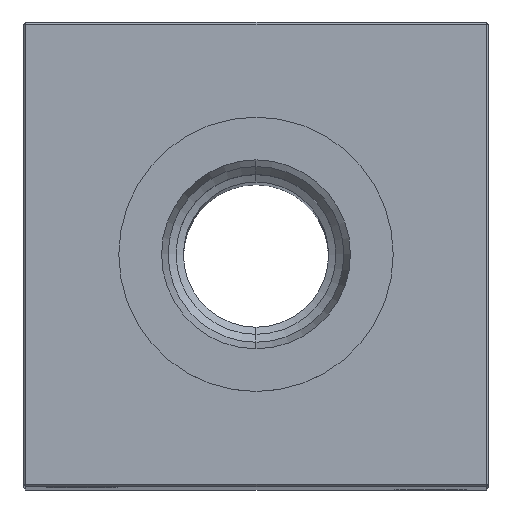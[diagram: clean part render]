
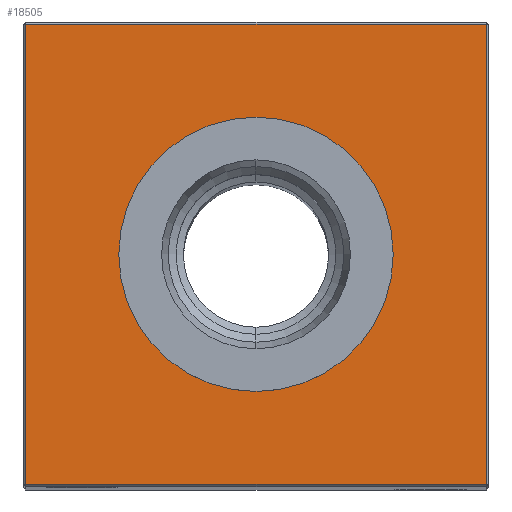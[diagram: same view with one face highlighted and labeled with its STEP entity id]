
A CAD part, top view. The second image highlights one B-rep face of the part: STEP entity #18505.
In plain terms, the highlighted planar face has unit normal (0, 0, 1).
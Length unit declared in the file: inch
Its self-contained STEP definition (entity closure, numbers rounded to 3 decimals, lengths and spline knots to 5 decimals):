
#339 = CARTESIAN_POINT ( 'NONE',  ( 0., 0., 8.25 ) ) ;
#512 = DIRECTION ( 'NONE',  ( 1., 0., 0. ) ) ;
#693 = VERTEX_POINT ( 'NONE', #24163 ) ;
#775 = AXIS2_PLACEMENT_3D ( 'NONE', #18307, #17931, #12618 ) ;
#1308 = DIRECTION ( 'NONE',  ( 0., -1., 0. ) ) ;
#1485 = ORIENTED_EDGE ( 'NONE', *, *, #14879, .T. ) ;
#2190 = EDGE_LOOP ( 'NONE', ( #5883, #1485, #24116, #6677 ) ) ;
#2297 = EDGE_CURVE ( 'NONE', #2685, #13477, #15704, .T. ) ;
#2685 = VERTEX_POINT ( 'NONE', #8550 ) ;
#3840 = VECTOR ( 'NONE', #1308, 39.37008 ) ;
#3940 = EDGE_CURVE ( 'NONE', #10615, #24623, #18194, .T. ) ;
#4858 = CARTESIAN_POINT ( 'NONE',  ( 0., 0.59055, 8.25 ) ) ;
#5120 = EDGE_CURVE ( 'NONE', #24623, #10331, #13531, .T. ) ;
#5274 = CARTESIAN_POINT ( 'NONE',  ( 0.99, 0.99, 8.25 ) ) ;
#5786 = FACE_OUTER_BOUND ( 'NONE', #2190, .T. ) ;
#5883 = ORIENTED_EDGE ( 'NONE', *, *, #18961, .T. ) ;
#6677 = ORIENTED_EDGE ( 'NONE', *, *, #5120, .T. ) ;
#8229 = CARTESIAN_POINT ( 'NONE',  ( 0., -0.99, 8.25 ) ) ;
#8309 = EDGE_LOOP ( 'NONE', ( #21548, #22975 ) ) ;
#8550 = CARTESIAN_POINT ( 'NONE',  ( 0., -0.59055, 8.25 ) ) ;
#8859 = VECTOR ( 'NONE', #512, 39.37008 ) ;
#8958 = DIRECTION ( 'NONE',  ( 0., 1., 0. ) ) ;
#9015 = CARTESIAN_POINT ( 'NONE',  ( -0.99, 0., 8.25 ) ) ;
#10331 = VERTEX_POINT ( 'NONE', #24289 ) ;
#10611 = CARTESIAN_POINT ( 'NONE',  ( 0.99, 0., 8.25 ) ) ;
#10615 = VERTEX_POINT ( 'NONE', #20221 ) ;
#10951 = AXIS2_PLACEMENT_3D ( 'NONE', #339, #20936, #15254 ) ;
#12476 = DIRECTION ( 'NONE',  ( -1., 0., 0. ) ) ;
#12618 = DIRECTION ( 'NONE',  ( -1., 0., 0. ) ) ;
#13477 = VERTEX_POINT ( 'NONE', #4858 ) ;
#13531 = LINE ( 'NONE', #16958, #24916 ) ;
#13869 = DIRECTION ( 'NONE',  ( 0., 0., -1. ) ) ;
#14879 = EDGE_CURVE ( 'NONE', #693, #10615, #15690, .T. ) ;
#14911 = AXIS2_PLACEMENT_3D ( 'NONE', #15893, #13869, #12476 ) ;
#15070 = EDGE_CURVE ( 'NONE', #13477, #2685, #24587, .T. ) ;
#15254 = DIRECTION ( 'NONE',  ( -1., 0., 0. ) ) ;
#15690 = LINE ( 'NONE', #8229, #8859 ) ;
#15704 = CIRCLE ( 'NONE', #775, 0.59055 ) ;
#15893 = CARTESIAN_POINT ( 'NONE',  ( 0., 0., 8.25 ) ) ;
#16470 = LINE ( 'NONE', #9015, #3840 ) ;
#16958 = CARTESIAN_POINT ( 'NONE',  ( 0., 0.99, 8.25 ) ) ;
#17201 = DIRECTION ( 'NONE',  ( -1., 0., 0. ) ) ;
#17412 = PLANE ( 'NONE',  #10951 ) ;
#17931 = DIRECTION ( 'NONE',  ( 0., 0., -1. ) ) ;
#18194 = LINE ( 'NONE', #10611, #22461 ) ;
#18307 = CARTESIAN_POINT ( 'NONE',  ( 0., 0., 8.25 ) ) ;
#18505 = ADVANCED_FACE ( 'NONE', ( #5786, #23327 ), #17412, .F. ) ;
#18961 = EDGE_CURVE ( 'NONE', #10331, #693, #16470, .T. ) ;
#20221 = CARTESIAN_POINT ( 'NONE',  ( 0.99, -0.99, 8.25 ) ) ;
#20936 = DIRECTION ( 'NONE',  ( 0., 0., -1. ) ) ;
#21548 = ORIENTED_EDGE ( 'NONE', *, *, #15070, .T. ) ;
#22461 = VECTOR ( 'NONE', #8958, 39.37008 ) ;
#22975 = ORIENTED_EDGE ( 'NONE', *, *, #2297, .T. ) ;
#23327 = FACE_BOUND ( 'NONE', #8309, .T. ) ;
#24116 = ORIENTED_EDGE ( 'NONE', *, *, #3940, .T. ) ;
#24163 = CARTESIAN_POINT ( 'NONE',  ( -0.99, -0.99, 8.25 ) ) ;
#24289 = CARTESIAN_POINT ( 'NONE',  ( -0.99, 0.99, 8.25 ) ) ;
#24587 = CIRCLE ( 'NONE', #14911, 0.59055 ) ;
#24623 = VERTEX_POINT ( 'NONE', #5274 ) ;
#24916 = VECTOR ( 'NONE', #17201, 39.37008 ) ;
